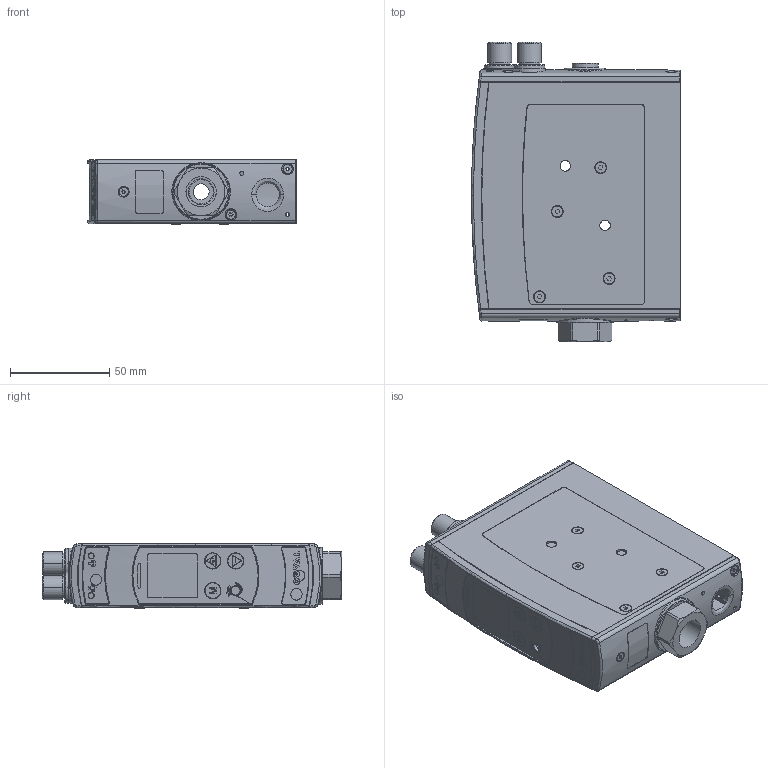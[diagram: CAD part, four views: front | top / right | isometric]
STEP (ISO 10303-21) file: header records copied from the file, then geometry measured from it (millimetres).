
FILE_DESCRIPTION(('STEP AP214'),'1');
FILE_NAME('COVAL_LEM90X25SVAC24PG1F.stp','2017-12-27T15:32:03',('TraceParts'),('TraceParts S.A.'),'Spatial InterOp 3D',' ',' ');
FILE_SCHEMA(('automotive_design'));
Length unit declared in the file: millimetre
Products named in the file (39): COVAL_LEM90X25SVAC24PG1F_1; COVAL_LEM90X25SVAC24PG1F_2; COVAL_LEM90X25SVAC24PG1F_3; COVAL_LEM90X25SVAC24PG1F_4; COVAL_LEM90X25SVAC24PG1F_5; COVAL_LEM90X25SVAC24PG1F_6; COVAL_LEM90X25SVAC24PG1F_7; COVAL_LEM90X25SVAC24PG1F_8; COVAL_LEM90X25SVAC24PG1F_9; COVAL_LEM90X25SVAC24PG1F_10; COVAL_LEM90X25SVAC24PG1F_11; COVAL_LEM90X25SVAC24PG1F_12; COVAL_LEM90X25SVAC24PG1F_13; COVAL_LEM90X25SVAC24PG1F_14; COVAL_LEM90X25SVAC24PG1F_15; COVAL_LEM90X25SVAC24PG1F_16; COVAL_LEM90X25SVAC24PG1F_17; COVAL_LEM90X25SVAC24PG1F_18; COVAL_LEM90X25SVAC24PG1F_19; COVAL_LEM90X25SVAC24PG1F_20; COVAL_LEM90X25SVAC24PG1F_21; COVAL_LEM90X25SVAC24PG1F_22; COVAL_LEM90X25SVAC24PG1F_23; COVAL_LEM90X25SVAC24PG1F_24; COVAL_LEM90X25SVAC24PG1F_25; COVAL_LEM90X25SVAC24PG1F_26; COVAL_LEM90X25SVAC24PG1F_27; COVAL_LEM90X25SVAC24PG1F_28; COVAL_LEM90X25SVAC24PG1F_29; COVAL_LEM90X25SVAC24PG1F_30; COVAL_LEM90X25SVAC24PG1F_31; COVAL_LEM90X25SVAC24PG1F_32; COVAL_LEM90X25SVAC24PG1F_33; COVAL_LEM90X25SVAC24PG1F_34; COVAL_LEM90X25SVAC24PG1F_35; COVAL_LEM90X25SVAC24PG1F_36; COVAL_LEM90X25SVAC24PG1F_37; COVAL_LEM90X25SVAC24PG1F_38; COVAL_LEM90X25SVAC24PG1F_39
Bounding box: 105.2 x 150.71 x 32.25 mm (x, y, z)
Volume: 53546.4 mm3; surface area: 94606.3 mm2
Topology: 39 solids, 40 shells, 1592 faces, 4197 edges, 2771 vertices
Faces by surface type: cylinder 633, plane 621, cone 131, bspline 121, torus 86
Entity records: 80303 total; most frequent: CARTESIAN_POINT 27939, ORIENTED_EDGE 8394, DIRECTION 7707, EDGE_CURVE 4197, AXIS2_PLACEMENT_3D 2856, VERTEX_POINT 2771, LINE 1995, VECTOR 1995
